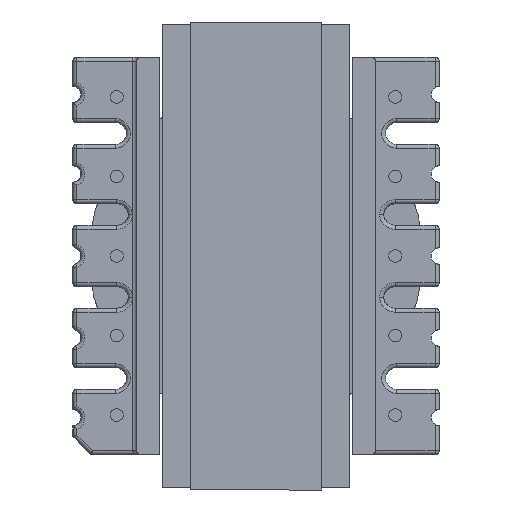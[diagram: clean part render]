
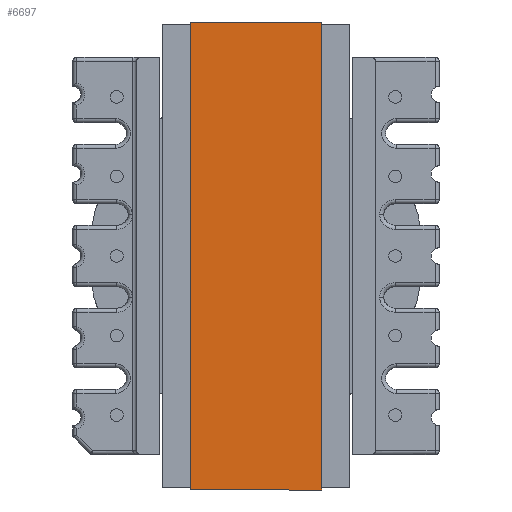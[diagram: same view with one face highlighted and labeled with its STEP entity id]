
A CAD part, front view. The second image highlights one B-rep face of the part: STEP entity #6697.
In plain terms, the highlighted face is planar.
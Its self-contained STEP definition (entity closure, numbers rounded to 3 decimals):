
#45 = EDGE_CURVE ( 'NONE', #8867, #7327, #2557, .T. ) ;
#289 = AXIS2_PLACEMENT_3D ( 'NONE', #6952, #7873, #10985 ) ;
#1019 = CARTESIAN_POINT ( 'NONE',  ( -0.16, 0.16, -8.26 ) ) ;
#1164 = DIRECTION ( 'NONE',  ( 0., -1., 0. ) ) ;
#1386 = ORIENTED_EDGE ( 'NONE', *, *, #9445, .T. ) ;
#1738 = VECTOR ( 'NONE', #2260, 1000. ) ;
#2260 = DIRECTION ( 'NONE',  ( 0., -1., 0. ) ) ;
#2433 = CARTESIAN_POINT ( 'NONE',  ( -0.16, 0.16, -8.26 ) ) ;
#2557 = LINE ( 'NONE', #1019, #7163 ) ;
#3364 = ORIENTED_EDGE ( 'NONE', *, *, #7025, .T. ) ;
#4172 = EDGE_CURVE ( 'NONE', #7327, #4306, #9701, .T. ) ;
#4306 = VERTEX_POINT ( 'NONE', #4357 ) ;
#4357 = CARTESIAN_POINT ( 'NONE',  ( -0.16, -29.26, 0. ) ) ;
#4880 = LINE ( 'NONE', #7354, #8165 ) ;
#5219 = CARTESIAN_POINT ( 'NONE',  ( -0.16, 0.16, 0. ) ) ;
#5626 = EDGE_LOOP ( 'NONE', ( #10086, #7127, #3364, #1386 ) ) ;
#6114 = PLANE ( 'NONE',  #289 ) ;
#6660 = LINE ( 'NONE', #2433, #1738 ) ;
#6697 = ADVANCED_FACE ( 'NONE', ( #12913 ), #6114, .T. ) ;
#6952 = CARTESIAN_POINT ( 'NONE',  ( -0.16, 0.16, -8.26 ) ) ;
#7025 = EDGE_CURVE ( 'NONE', #8867, #12164, #6660, .T. ) ;
#7120 = CARTESIAN_POINT ( 'NONE',  ( -0.16, 0.16, 0. ) ) ;
#7127 = ORIENTED_EDGE ( 'NONE', *, *, #45, .F. ) ;
#7163 = VECTOR ( 'NONE', #8265, 1000. ) ;
#7327 = VERTEX_POINT ( 'NONE', #7120 ) ;
#7354 = CARTESIAN_POINT ( 'NONE',  ( -0.16, -29.26, -8.26 ) ) ;
#7367 = VECTOR ( 'NONE', #1164, 1000. ) ;
#7873 = DIRECTION ( 'NONE',  ( -1., 0., 0. ) ) ;
#8165 = VECTOR ( 'NONE', #9314, 1000. ) ;
#8265 = DIRECTION ( 'NONE',  ( 0., 0., 1. ) ) ;
#8867 = VERTEX_POINT ( 'NONE', #12096 ) ;
#9314 = DIRECTION ( 'NONE',  ( 0., 0., 1. ) ) ;
#9316 = CARTESIAN_POINT ( 'NONE',  ( -0.16, -29.26, -8.26 ) ) ;
#9445 = EDGE_CURVE ( 'NONE', #12164, #4306, #4880, .T. ) ;
#9701 = LINE ( 'NONE', #5219, #7367 ) ;
#10086 = ORIENTED_EDGE ( 'NONE', *, *, #4172, .F. ) ;
#10985 = DIRECTION ( 'NONE',  ( 0., -1., 0. ) ) ;
#12096 = CARTESIAN_POINT ( 'NONE',  ( -0.16, 0.16, -8.26 ) ) ;
#12164 = VERTEX_POINT ( 'NONE', #9316 ) ;
#12913 = FACE_OUTER_BOUND ( 'NONE', #5626, .T. ) ;
